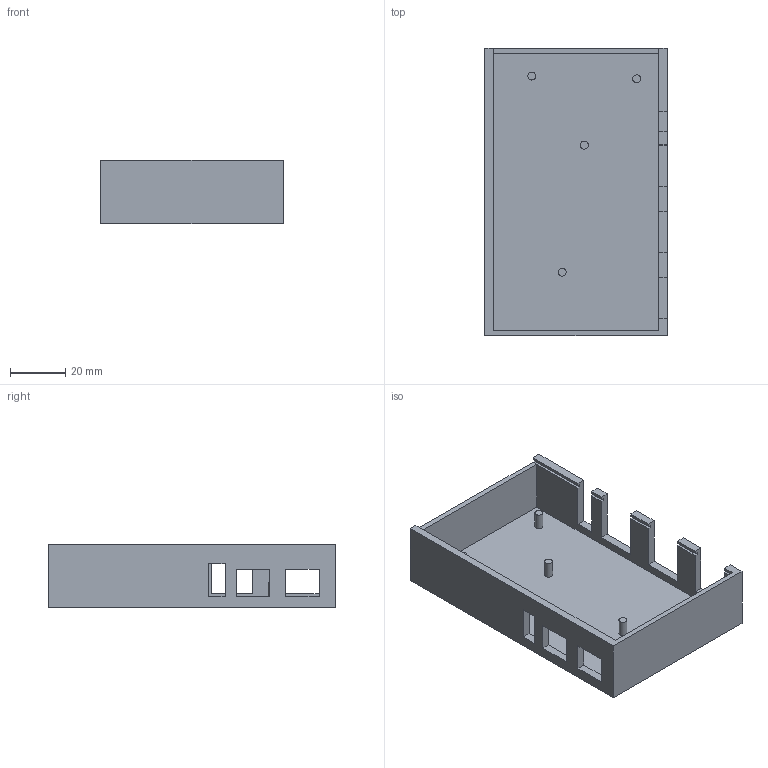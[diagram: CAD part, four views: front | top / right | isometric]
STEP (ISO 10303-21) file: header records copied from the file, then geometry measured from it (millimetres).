
FILE_DESCRIPTION(('FreeCAD Model'),'2;1');
FILE_NAME('Open CASCADE Shape Model','2022-11-16T10:38:17',('Author'),( ''),'Open CASCADE STEP processor 7.6','FreeCAD','Unknown');
FILE_SCHEMA(('AUTOMOTIVE_DESIGN { 1 0 10303 214 1 1 1 1 }'));
Length unit declared in the file: millimetre
Products named in the file (1): Cut008
Bounding box: 66 x 104 x 23 mm (x, y, z)
Volume: 27894.5 mm3; surface area: 26871.9 mm2
Topology: 2 solids, 2 shells, 77 faces, 204 edges, 134 vertices
Faces by surface type: plane 73, cylinder 4
Full cylindrical faces by diameter (mm): 2.9 x4
Entity records: 4967 total; most frequent: CARTESIAN_POINT 888, DIRECTION 712, LINE 532, VECTOR 532, ORIENTED_EDGE 408, PCURVE 408, DEFINITIONAL_REPRESENTATION 408, EDGE_CURVE 204
